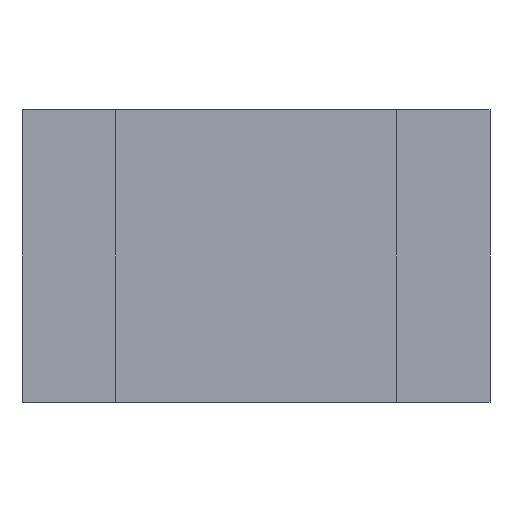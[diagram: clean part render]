
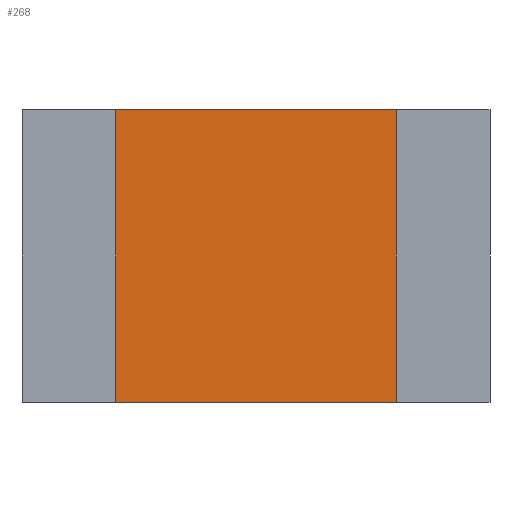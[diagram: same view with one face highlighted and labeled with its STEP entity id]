
A CAD part, front view. The second image highlights one B-rep face of the part: STEP entity #268.
In plain terms, the highlighted planar face has unit normal (0, -1, 0).
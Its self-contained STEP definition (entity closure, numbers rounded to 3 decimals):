
#1 = VERTEX_POINT ( 'NONE', #884 ) ;
#47 = EDGE_LOOP ( 'NONE', ( #182, #746, #706, #197 ) ) ;
#83 = CARTESIAN_POINT ( 'NONE',  ( -0.95, -0.15, -0.625 ) ) ;
#87 = VERTEX_POINT ( 'NONE', #473 ) ;
#113 = FACE_OUTER_BOUND ( 'NONE', #47, .T. ) ;
#134 = VERTEX_POINT ( 'NONE', #462 ) ;
#160 = LINE ( 'NONE', #83, #905 ) ;
#182 = ORIENTED_EDGE ( 'NONE', *, *, #484, .T. ) ;
#197 = ORIENTED_EDGE ( 'NONE', *, *, #485, .T. ) ;
#268 = ADVANCED_FACE ( 'NONE', ( #113 ), #621, .F. ) ;
#300 = VECTOR ( 'NONE', #845, 1000. ) ;
#346 = DIRECTION ( 'NONE',  ( 1., 0., 0. ) ) ;
#403 = VERTEX_POINT ( 'NONE', #438 ) ;
#416 = CARTESIAN_POINT ( 'NONE',  ( -0.95, -0.15, 0.625 ) ) ;
#428 = AXIS2_PLACEMENT_3D ( 'NONE', #416, #635, #569 ) ;
#438 = CARTESIAN_POINT ( 'NONE',  ( 0.95, -0.15, -0.625 ) ) ;
#444 = LINE ( 'NONE', #480, #300 ) ;
#462 = CARTESIAN_POINT ( 'NONE',  ( -0.95, -0.15, -0.625 ) ) ;
#473 = CARTESIAN_POINT ( 'NONE',  ( -0.95, -0.15, 0.625 ) ) ;
#480 = CARTESIAN_POINT ( 'NONE',  ( 0.95, -0.15, 0.625 ) ) ;
#484 = EDGE_CURVE ( 'NONE', #134, #403, #160, .T. ) ;
#485 = EDGE_CURVE ( 'NONE', #87, #134, #689, .T. ) ;
#516 = VECTOR ( 'NONE', #888, 1000. ) ;
#569 = DIRECTION ( 'NONE',  ( 1., 0., 0. ) ) ;
#621 = PLANE ( 'NONE',  #428 ) ;
#635 = DIRECTION ( 'NONE',  ( 0., 1., 0. ) ) ;
#676 = CARTESIAN_POINT ( 'NONE',  ( -0.95, -0.15, 0.625 ) ) ;
#689 = LINE ( 'NONE', #676, #516 ) ;
#706 = ORIENTED_EDGE ( 'NONE', *, *, #807, .F. ) ;
#733 = EDGE_CURVE ( 'NONE', #1, #403, #444, .T. ) ;
#737 = LINE ( 'NONE', #794, #892 ) ;
#746 = ORIENTED_EDGE ( 'NONE', *, *, #733, .F. ) ;
#794 = CARTESIAN_POINT ( 'NONE',  ( -0.95, -0.15, 0.625 ) ) ;
#807 = EDGE_CURVE ( 'NONE', #87, #1, #737, .T. ) ;
#845 = DIRECTION ( 'NONE',  ( 0., 0., -1. ) ) ;
#884 = CARTESIAN_POINT ( 'NONE',  ( 0.95, -0.15, 0.625 ) ) ;
#888 = DIRECTION ( 'NONE',  ( 0., 0., -1. ) ) ;
#892 = VECTOR ( 'NONE', #346, 1000. ) ;
#899 = DIRECTION ( 'NONE',  ( 1., 0., 0. ) ) ;
#905 = VECTOR ( 'NONE', #899, 1000. ) ;
